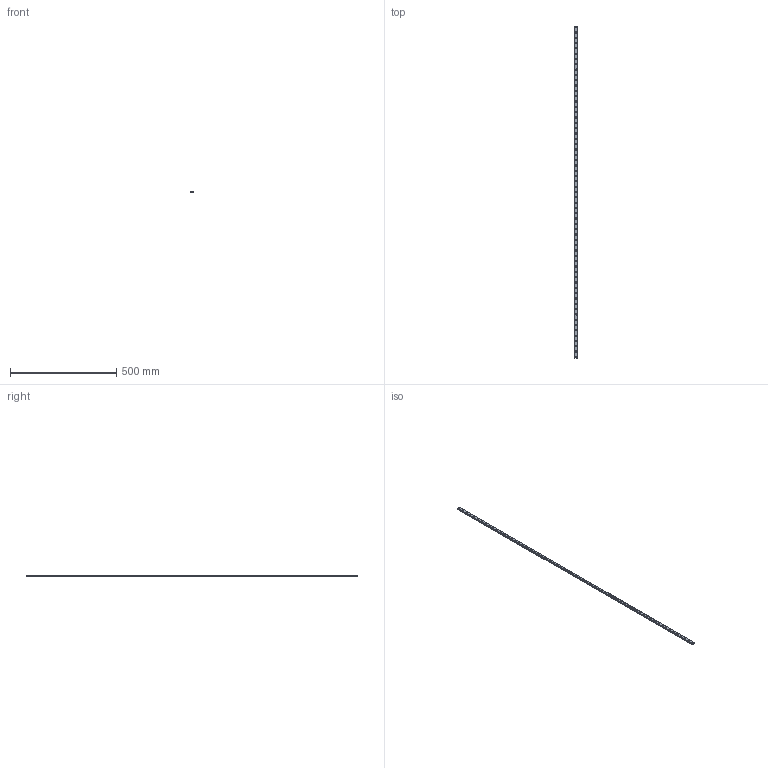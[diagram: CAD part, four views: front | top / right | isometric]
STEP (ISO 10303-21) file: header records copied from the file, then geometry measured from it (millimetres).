
FILE_DESCRIPTION(('STEP AP214'),'1');
FILE_NAME('cctmp_0155878A-4CAF-4147-AD18-55AB3FF0869B_2021_02_18_15_58_30_0220..stp','2021-02-18T14:58:30',('HIWIN GmbH'),('CADClick - www.CADClick.com'),'Spatial InterOp 3D',' ','unknown authorization');
FILE_SCHEMA(('AUTOMOTIVE_DESIGN'));
Length unit declared in the file: millimetre
Products named in the file (1): MGNR12R1560CM_FILE
Bounding box: 12 x 1560 x 8 mm (x, y, z)
Volume: 133520.8 mm3; surface area: 77673.8 mm2
Topology: 1 solids, 1 shells, 662 faces, 1401 edges, 934 vertices
Faces by surface type: cylinder 394, plane 268
Entity records: 23473 total; most frequent: DIRECTION 3515, CARTESIAN_POINT 2998, ORIENTED_EDGE 2802, AXIS2_PLACEMENT_3D 1451, EDGE_CURVE 1401, VERTEX_POINT 934, EDGE_LOOP 855, CIRCLE 788
